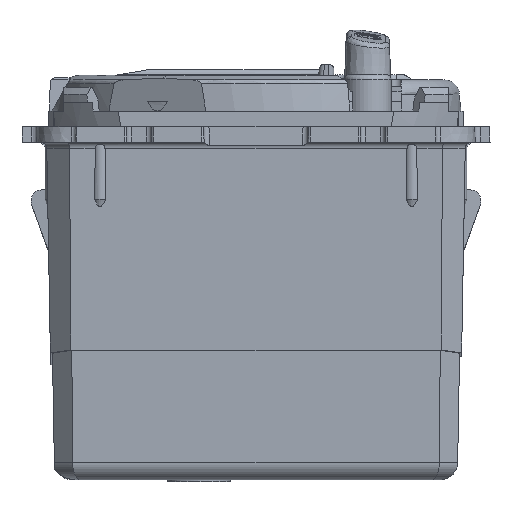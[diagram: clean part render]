
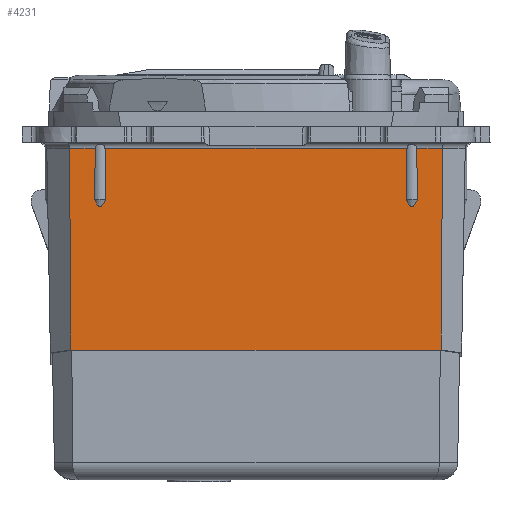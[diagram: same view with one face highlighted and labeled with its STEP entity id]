
A CAD part, left-side view. The second image highlights one B-rep face of the part: STEP entity #4231.
In plain terms, the highlighted planar face has unit normal (1, 0, 0.018).
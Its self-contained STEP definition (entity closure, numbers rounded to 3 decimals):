
#4107=AXIS2_PLACEMENT_3D('Plane Axis2P3D',#4104,#4105,#4106) ;
#2072=CARTESIAN_POINT('Vertex',(-20.14,17.954,0.911)) ;
#4104=CARTESIAN_POINT('Axis2P3D Location',(-20.15,0.,1.5)) ;
#4109=CARTESIAN_POINT('Line Origine',(-20.14,0.,0.911)) ;
#4113=CARTESIAN_POINT('Vertex',(-20.14,-14.537,0.911)) ;
#4115=CARTESIAN_POINT('Vertex',(-20.14,14.537,0.911)) ;
#4119=CARTESIAN_POINT('Control Point',(-20.14,-14.537,0.911)) ;
#4120=CARTESIAN_POINT('Control Point',(-20.111,-14.5,-0.726)) ;
#4121=CARTESIAN_POINT('Control Point',(-20.083,-14.471,-2.363)) ;
#4122=CARTESIAN_POINT('Control Point',(-20.054,-14.445,-4.)) ;
#4123=CARTESIAN_POINT('Vertex',(-20.054,-14.445,-4.)) ;
#4127=CARTESIAN_POINT('Control Point',(-20.054,-14.445,-4.)) ;
#4128=CARTESIAN_POINT('Control Point',(-20.051,-14.526,-4.17)) ;
#4129=CARTESIAN_POINT('Control Point',(-20.049,-14.59,-4.292)) ;
#4130=CARTESIAN_POINT('Control Point',(-20.047,-14.644,-4.387)) ;
#4131=CARTESIAN_POINT('Control Point',(-20.044,-14.757,-4.56)) ;
#4132=CARTESIAN_POINT('Control Point',(-20.043,-14.846,-4.651)) ;
#4133=CARTESIAN_POINT('Control Point',(-20.042,-14.892,-4.685)) ;
#4134=CARTESIAN_POINT('Control Point',(-20.041,-14.981,-4.723)) ;
#4135=CARTESIAN_POINT('Control Point',(-20.042,-15.069,-4.704)) ;
#4136=CARTESIAN_POINT('Control Point',(-20.042,-15.114,-4.681)) ;
#4137=CARTESIAN_POINT('Control Point',(-20.043,-15.206,-4.606)) ;
#4138=CARTESIAN_POINT('Control Point',(-20.046,-15.32,-4.447)) ;
#4139=CARTESIAN_POINT('Control Point',(-20.048,-15.383,-4.343)) ;
#4140=CARTESIAN_POINT('Control Point',(-20.05,-15.457,-4.208)) ;
#4141=CARTESIAN_POINT('Control Point',(-20.054,-15.555,-4.)) ;
#4142=CARTESIAN_POINT('Vertex',(-20.054,-15.555,-4.)) ;
#4146=CARTESIAN_POINT('Control Point',(-20.14,-15.463,0.911)) ;
#4147=CARTESIAN_POINT('Control Point',(-20.111,-15.5,-0.726)) ;
#4148=CARTESIAN_POINT('Control Point',(-20.083,-15.53,-2.363)) ;
#4149=CARTESIAN_POINT('Control Point',(-20.054,-15.555,-4.)) ;
#4150=CARTESIAN_POINT('Vertex',(-20.14,-15.463,0.911)) ;
#4153=CARTESIAN_POINT('Line Origine',(-20.14,0.,0.911)) ;
#4157=CARTESIAN_POINT('Vertex',(-20.14,-17.954,0.911)) ;
#4161=CARTESIAN_POINT('Control Point',(-20.14,-17.954,0.911)) ;
#4162=CARTESIAN_POINT('Control Point',(-19.801,-17.813,-18.505)) ;
#4163=CARTESIAN_POINT('Vertex',(-19.801,-17.813,-18.505)) ;
#4166=CARTESIAN_POINT('Line Origine',(-19.801,0.,-18.505)) ;
#4170=CARTESIAN_POINT('Vertex',(-19.801,17.813,-18.505)) ;
#4174=CARTESIAN_POINT('Control Point',(-20.14,17.954,0.911)) ;
#4175=CARTESIAN_POINT('Control Point',(-19.801,17.813,-18.505)) ;
#4177=CARTESIAN_POINT('Line Origine',(-20.14,0.,0.911)) ;
#4181=CARTESIAN_POINT('Vertex',(-20.14,15.463,0.911)) ;
#4185=CARTESIAN_POINT('Control Point',(-20.14,15.463,0.911)) ;
#4186=CARTESIAN_POINT('Control Point',(-20.111,15.5,-0.726)) ;
#4187=CARTESIAN_POINT('Control Point',(-20.083,15.529,-2.363)) ;
#4188=CARTESIAN_POINT('Control Point',(-20.054,15.555,-4.)) ;
#4189=CARTESIAN_POINT('Vertex',(-20.054,15.555,-4.)) ;
#4193=CARTESIAN_POINT('Control Point',(-20.054,15.555,-4.)) ;
#4194=CARTESIAN_POINT('Control Point',(-20.051,15.474,-4.17)) ;
#4195=CARTESIAN_POINT('Control Point',(-20.049,15.41,-4.292)) ;
#4196=CARTESIAN_POINT('Control Point',(-20.047,15.356,-4.387)) ;
#4197=CARTESIAN_POINT('Control Point',(-20.044,15.243,-4.56)) ;
#4198=CARTESIAN_POINT('Control Point',(-20.043,15.154,-4.651)) ;
#4199=CARTESIAN_POINT('Control Point',(-20.042,15.108,-4.685)) ;
#4200=CARTESIAN_POINT('Control Point',(-20.041,15.019,-4.723)) ;
#4201=CARTESIAN_POINT('Control Point',(-20.042,14.931,-4.704)) ;
#4202=CARTESIAN_POINT('Control Point',(-20.042,14.886,-4.681)) ;
#4203=CARTESIAN_POINT('Control Point',(-20.043,14.794,-4.606)) ;
#4204=CARTESIAN_POINT('Control Point',(-20.046,14.68,-4.447)) ;
#4205=CARTESIAN_POINT('Control Point',(-20.048,14.617,-4.343)) ;
#4206=CARTESIAN_POINT('Control Point',(-20.05,14.543,-4.208)) ;
#4207=CARTESIAN_POINT('Control Point',(-20.054,14.445,-4.)) ;
#4208=CARTESIAN_POINT('Vertex',(-20.054,14.445,-4.)) ;
#4212=CARTESIAN_POINT('Control Point',(-20.14,14.537,0.911)) ;
#4213=CARTESIAN_POINT('Control Point',(-20.111,14.5,-0.726)) ;
#4214=CARTESIAN_POINT('Control Point',(-20.083,14.47,-2.363)) ;
#4215=CARTESIAN_POINT('Control Point',(-20.054,14.445,-4.)) ;
#4105=DIRECTION('Axis2P3D Direction',(1.,0.,0.017)) ;
#4106=DIRECTION('Axis2P3D XDirection',(0.,1.,0.)) ;
#4110=DIRECTION('Vector Direction',(0.,1.,0.)) ;
#4154=DIRECTION('Vector Direction',(0.,1.,0.)) ;
#4167=DIRECTION('Vector Direction',(0.,1.,0.)) ;
#4178=DIRECTION('Vector Direction',(0.,1.,0.)) ;
#4111=VECTOR('Line Direction',#4110,1.) ;
#4155=VECTOR('Line Direction',#4154,1.) ;
#4168=VECTOR('Line Direction',#4167,1.) ;
#4179=VECTOR('Line Direction',#4178,1.) ;
#4218=ORIENTED_EDGE('',*,*,#4117,.F.) ;
#4219=ORIENTED_EDGE('',*,*,#4125,.T.) ;
#4220=ORIENTED_EDGE('',*,*,#4144,.T.) ;
#4221=ORIENTED_EDGE('',*,*,#4152,.F.) ;
#4222=ORIENTED_EDGE('',*,*,#4159,.F.) ;
#4223=ORIENTED_EDGE('',*,*,#4165,.F.) ;
#4224=ORIENTED_EDGE('',*,*,#4172,.T.) ;
#4225=ORIENTED_EDGE('',*,*,#4176,.T.) ;
#4226=ORIENTED_EDGE('',*,*,#4183,.F.) ;
#4227=ORIENTED_EDGE('',*,*,#4191,.T.) ;
#4228=ORIENTED_EDGE('',*,*,#4210,.T.) ;
#4229=ORIENTED_EDGE('',*,*,#4216,.F.) ;
#4231=ADVANCED_FACE('Extraction.1',(#4230),#4108,.T.) ;
#4118=B_SPLINE_CURVE_WITH_KNOTS('',3,(#4119,#4120,#4121,#4122),.UNSPECIFIED.,.F.,.U.,(4,4),(0.,6.947),.UNSPECIFIED.) ;
#4126=B_SPLINE_CURVE_WITH_KNOTS('',5,(#4127,#4128,#4129,#4130,#4131,#4132,#4133,#4134,#4135,#4136,#4137,#4138,#4139,#4140,#4141),.UNSPECIFIED.,.F.,.U.,(6,3,3,3,6),(0.,34.812,79.672,124.515,167.074),.UNSPECIFIED.) ;
#4145=B_SPLINE_CURVE_WITH_KNOTS('',3,(#4146,#4147,#4148,#4149),.UNSPECIFIED.,.F.,.U.,(4,4),(0.,6.947),.UNSPECIFIED.) ;
#4160=B_SPLINE_CURVE_WITH_KNOTS('',1,(#4161,#4162),.UNSPECIFIED.,.F.,.U.,(2,2),(-15.663,3.756),.UNSPECIFIED.) ;
#4173=B_SPLINE_CURVE_WITH_KNOTS('',1,(#4174,#4175),.UNSPECIFIED.,.F.,.U.,(2,2),(-15.663,3.756),.UNSPECIFIED.) ;
#4184=B_SPLINE_CURVE_WITH_KNOTS('',3,(#4185,#4186,#4187,#4188),.UNSPECIFIED.,.F.,.U.,(4,4),(0.,6.947),.UNSPECIFIED.) ;
#4192=B_SPLINE_CURVE_WITH_KNOTS('',5,(#4193,#4194,#4195,#4196,#4197,#4198,#4199,#4200,#4201,#4202,#4203,#4204,#4205,#4206,#4207),.UNSPECIFIED.,.F.,.U.,(6,3,3,3,6),(0.,34.812,79.672,124.515,167.074),.UNSPECIFIED.) ;
#4211=B_SPLINE_CURVE_WITH_KNOTS('',3,(#4212,#4213,#4214,#4215),.UNSPECIFIED.,.F.,.U.,(4,4),(0.,6.947),.UNSPECIFIED.) ;
#4117=EDGE_CURVE('',#4114,#4116,#4112,.T.) ;
#4125=EDGE_CURVE('',#4114,#4124,#4118,.T.) ;
#4144=EDGE_CURVE('',#4124,#4143,#4126,.T.) ;
#4152=EDGE_CURVE('',#4151,#4143,#4145,.T.) ;
#4159=EDGE_CURVE('',#4158,#4151,#4156,.T.) ;
#4165=EDGE_CURVE('',#4164,#4158,#4160,.F.) ;
#4172=EDGE_CURVE('',#4164,#4171,#4169,.T.) ;
#4176=EDGE_CURVE('',#4171,#2073,#4173,.F.) ;
#4183=EDGE_CURVE('',#4182,#2073,#4180,.T.) ;
#4191=EDGE_CURVE('',#4182,#4190,#4184,.T.) ;
#4210=EDGE_CURVE('',#4190,#4209,#4192,.T.) ;
#4216=EDGE_CURVE('',#4116,#4209,#4211,.T.) ;
#4217=EDGE_LOOP('',(#4218,#4219,#4220,#4221,#4222,#4223,#4224,#4225,#4226,#4227,#4228,#4229)) ;
#4230=FACE_OUTER_BOUND('',#4217,.T.) ;
#4112=LINE('Line',#4109,#4111) ;
#4156=LINE('Line',#4153,#4155) ;
#4169=LINE('Line',#4166,#4168) ;
#4180=LINE('Line',#4177,#4179) ;
#4108=PLANE('',#4107) ;
#2073=VERTEX_POINT('',#2072) ;
#4114=VERTEX_POINT('',#4113) ;
#4116=VERTEX_POINT('',#4115) ;
#4124=VERTEX_POINT('',#4123) ;
#4143=VERTEX_POINT('',#4142) ;
#4151=VERTEX_POINT('',#4150) ;
#4158=VERTEX_POINT('',#4157) ;
#4164=VERTEX_POINT('',#4163) ;
#4171=VERTEX_POINT('',#4170) ;
#4182=VERTEX_POINT('',#4181) ;
#4190=VERTEX_POINT('',#4189) ;
#4209=VERTEX_POINT('',#4208) ;
